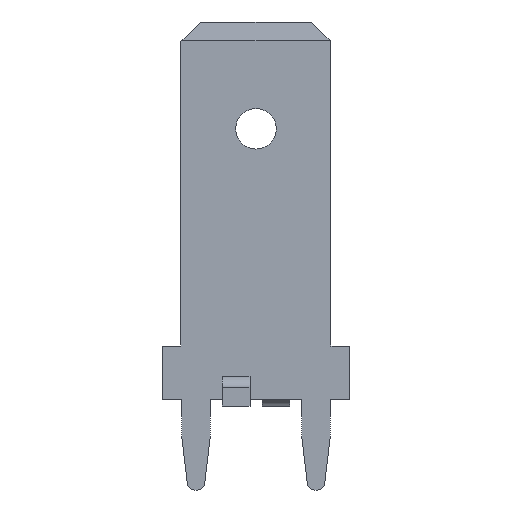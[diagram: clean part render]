
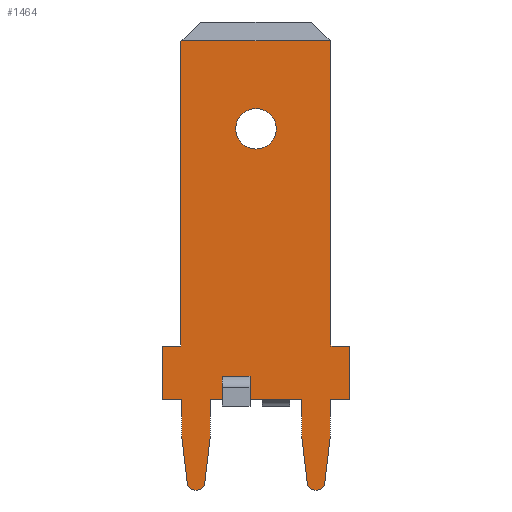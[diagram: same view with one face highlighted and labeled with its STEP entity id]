
A CAD part, front view. The second image highlights one B-rep face of the part: STEP entity #1464.
In plain terms, the highlighted free-form (B-spline) face has degree [1, 1] with [2, 2] control points.
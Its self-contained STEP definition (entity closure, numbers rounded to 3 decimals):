
#70=CARTESIAN_POINT('',(0.857,-0.394,11.735));
#71=VERTEX_POINT('',#70);
#80=CARTESIAN_POINT('',(-0.857,-0.394,11.735));
#81=VERTEX_POINT('',#80);
#82=CARTESIAN_POINT('',(0.0,-0.394,11.735));
#83=DIRECTION('',(0.0,-1.0,0.0));
#84=DIRECTION('',(1.0,0.0,0.0));
#85=AXIS2_PLACEMENT_3D('',#82,#83,#84);
#86=CIRCLE('',#85,0.857);
#87=EDGE_CURVE('',#71,#81,#86,.T.);
#112=CARTESIAN_POINT('',(-0.254,-0.394,0.254));
#113=VERTEX_POINT('',#112);
#122=CARTESIAN_POINT('',(-0.254,-0.394,1.27));
#123=VERTEX_POINT('',#122);
#124=CARTESIAN_POINT('',(-0.254,-0.394,1.27));
#125=DIRECTION('',(0.0,0.0,-1.0));
#126=VECTOR('',#125,1.016);
#127=LINE('',#124,#126);
#128=EDGE_CURVE('',#123,#113,#127,.T.);
#180=CARTESIAN_POINT('',(1.937,-0.394,0.254));
#181=VERTEX_POINT('',#180);
#196=CARTESIAN_POINT('',(1.937,-0.394,-1.27));
#197=VERTEX_POINT('',#196);
#204=CARTESIAN_POINT('',(1.937,-0.394,-1.27));
#205=DIRECTION('',(0.0,0.0,1.0));
#206=VECTOR('',#205,1.524);
#207=LINE('',#204,#206);
#208=EDGE_CURVE('',#197,#181,#207,.T.);
#325=CARTESIAN_POINT('',(0.0,-0.394,11.735));
#326=DIRECTION('',(0.0,-1.0,0.0));
#327=DIRECTION('',(1.0,0.0,0.0));
#328=AXIS2_PLACEMENT_3D('',#325,#326,#327);
#329=CIRCLE('',#328,0.857);
#330=EDGE_CURVE('',#81,#71,#329,.T.);
#340=CARTESIAN_POINT('',(3.137,-0.394,15.456));
#341=VERTEX_POINT('',#340);
#342=CARTESIAN_POINT('',(-3.137,-0.394,15.456));
#343=VERTEX_POINT('',#342);
#344=CARTESIAN_POINT('',(3.137,-0.394,15.456));
#345=DIRECTION('',(-1.0,0.0,0.0));
#346=VECTOR('',#345,6.274);
#347=LINE('',#344,#346);
#348=EDGE_CURVE('',#341,#343,#347,.T.);
#404=CARTESIAN_POINT('',(-3.175,-0.394,15.418));
#405=VERTEX_POINT('',#404);
#412=CARTESIAN_POINT('',(-3.175,-0.394,15.418));
#413=DIRECTION('',(0.707,0.0,0.707));
#414=VECTOR('',#413,0.054);
#415=LINE('',#412,#414);
#416=EDGE_CURVE('',#405,#343,#415,.T.);
#429=CARTESIAN_POINT('',(-3.143,-0.394,-1.27));
#430=VERTEX_POINT('',#429);
#437=CARTESIAN_POINT('',(-3.143,-0.394,0.254));
#438=VERTEX_POINT('',#437);
#439=CARTESIAN_POINT('',(-3.143,-0.394,-1.27));
#440=DIRECTION('',(0.0,0.0,1.0));
#441=VECTOR('',#440,1.524);
#442=LINE('',#439,#441);
#443=EDGE_CURVE('',#430,#438,#442,.T.);
#469=CARTESIAN_POINT('',(-2.908,-0.394,-3.275));
#470=VERTEX_POINT('',#469);
#477=CARTESIAN_POINT('',(-2.908,-0.394,-3.275));
#478=DIRECTION('',(-0.116,0.0,0.993));
#479=VECTOR('',#478,2.019);
#480=LINE('',#477,#479);
#481=EDGE_CURVE('',#470,#430,#480,.T.);
#500=CARTESIAN_POINT('',(-2.593,-0.394,-3.556));
#501=VERTEX_POINT('',#500);
#508=CARTESIAN_POINT('',(-2.593,-0.394,-3.238));
#509=DIRECTION('',(0.0,1.0,0.0));
#510=DIRECTION('',(0.0,0.0,-1.0));
#511=AXIS2_PLACEMENT_3D('',#508,#509,#510);
#512=CIRCLE('',#511,0.317);
#513=EDGE_CURVE('',#501,#470,#512,.T.);
#533=CARTESIAN_POINT('',(-2.487,-0.394,-3.556));
#534=VERTEX_POINT('',#533);
#541=CARTESIAN_POINT('',(-2.487,-0.394,-3.556));
#542=DIRECTION('',(-1.0,0.0,0.0));
#543=VECTOR('',#542,0.106);
#544=LINE('',#541,#543);
#545=EDGE_CURVE('',#534,#501,#544,.T.);
#564=CARTESIAN_POINT('',(-2.172,-0.394,-3.275));
#565=VERTEX_POINT('',#564);
#572=CARTESIAN_POINT('',(-2.487,-0.394,-3.238));
#573=DIRECTION('',(0.0,1.0,0.0));
#574=DIRECTION('',(0.993,0.0,-0.116));
#575=AXIS2_PLACEMENT_3D('',#572,#573,#574);
#576=CIRCLE('',#575,0.318);
#577=EDGE_CURVE('',#565,#534,#576,.T.);
#597=CARTESIAN_POINT('',(-1.937,-0.394,-1.27));
#598=VERTEX_POINT('',#597);
#605=CARTESIAN_POINT('',(-1.937,-0.394,-1.27));
#606=DIRECTION('',(-0.116,0.0,-0.993));
#607=VECTOR('',#606,2.019);
#608=LINE('',#605,#607);
#609=EDGE_CURVE('',#598,#565,#608,.T.);
#626=CARTESIAN_POINT('',(-1.937,-0.394,0.254));
#627=VERTEX_POINT('',#626);
#636=CARTESIAN_POINT('',(-1.937,-0.394,0.254));
#637=DIRECTION('',(0.0,0.0,-1.0));
#638=VECTOR('',#637,1.524);
#639=LINE('',#636,#638);
#640=EDGE_CURVE('',#627,#598,#639,.T.);
#659=CARTESIAN_POINT('',(-1.429,-0.394,0.254));
#660=VERTEX_POINT('',#659);
#700=CARTESIAN_POINT('',(-1.429,-0.394,1.27));
#701=VERTEX_POINT('',#700);
#709=CARTESIAN_POINT('',(-1.429,-0.394,0.254));
#710=DIRECTION('',(0.0,0.0,1.0));
#711=VECTOR('',#710,1.016);
#712=LINE('',#709,#711);
#713=EDGE_CURVE('',#660,#701,#712,.T.);
#796=CARTESIAN_POINT('',(-1.429,-0.394,1.27));
#797=DIRECTION('',(1.0,0.0,0.0));
#798=VECTOR('',#797,1.175);
#799=LINE('',#796,#798);
#800=EDGE_CURVE('',#701,#123,#799,.T.);
#871=CARTESIAN_POINT('',(2.172,-0.394,-3.275));
#872=VERTEX_POINT('',#871);
#879=CARTESIAN_POINT('',(2.172,-0.394,-3.275));
#880=DIRECTION('',(-0.116,0.0,0.993));
#881=VECTOR('',#880,2.019);
#882=LINE('',#879,#881);
#883=EDGE_CURVE('',#872,#197,#882,.T.);
#902=CARTESIAN_POINT('',(2.487,-0.394,-3.556));
#903=VERTEX_POINT('',#902);
#910=CARTESIAN_POINT('',(2.487,-0.394,-3.238));
#911=DIRECTION('',(0.0,1.0,0.0));
#912=DIRECTION('',(0.0,0.0,-1.0));
#913=AXIS2_PLACEMENT_3D('',#910,#911,#912);
#914=CIRCLE('',#913,0.317);
#915=EDGE_CURVE('',#903,#872,#914,.T.);
#935=CARTESIAN_POINT('',(2.593,-0.394,-3.556));
#936=VERTEX_POINT('',#935);
#943=CARTESIAN_POINT('',(2.593,-0.394,-3.556));
#944=DIRECTION('',(-1.0,0.0,0.0));
#945=VECTOR('',#944,0.106);
#946=LINE('',#943,#945);
#947=EDGE_CURVE('',#936,#903,#946,.T.);
#966=CARTESIAN_POINT('',(2.908,-0.394,-3.275));
#967=VERTEX_POINT('',#966);
#974=CARTESIAN_POINT('',(2.593,-0.394,-3.238));
#975=DIRECTION('',(0.0,1.0,0.0));
#976=DIRECTION('',(0.993,0.0,-0.116));
#977=AXIS2_PLACEMENT_3D('',#974,#975,#976);
#978=CIRCLE('',#977,0.318);
#979=EDGE_CURVE('',#967,#936,#978,.T.);
#999=CARTESIAN_POINT('',(3.143,-0.394,-1.27));
#1000=VERTEX_POINT('',#999);
#1007=CARTESIAN_POINT('',(3.143,-0.394,-1.27));
#1008=DIRECTION('',(-0.116,0.0,-0.993));
#1009=VECTOR('',#1008,2.019);
#1010=LINE('',#1007,#1009);
#1011=EDGE_CURVE('',#1000,#967,#1010,.T.);
#1028=CARTESIAN_POINT('',(3.143,-0.394,0.254));
#1029=VERTEX_POINT('',#1028);
#1038=CARTESIAN_POINT('',(3.143,-0.394,0.254));
#1039=DIRECTION('',(0.0,0.0,-1.0));
#1040=VECTOR('',#1039,1.524);
#1041=LINE('',#1038,#1040);
#1042=EDGE_CURVE('',#1029,#1000,#1041,.T.);
#1059=CARTESIAN_POINT('',(3.175,-0.394,15.418));
#1060=VERTEX_POINT('',#1059);
#1061=CARTESIAN_POINT('',(3.137,-0.394,15.456));
#1062=DIRECTION('',(0.707,0.0,-0.707));
#1063=VECTOR('',#1062,0.054);
#1064=LINE('',#1061,#1063);
#1065=EDGE_CURVE('',#341,#1060,#1064,.T.);
#1314=CARTESIAN_POINT('',(3.962,-0.394,0.254));
#1315=VERTEX_POINT('',#1314);
#1322=CARTESIAN_POINT('',(3.143,-0.394,0.254));
#1323=DIRECTION('',(1.0,0.0,0.0));
#1324=VECTOR('',#1323,0.819);
#1325=LINE('',#1322,#1324);
#1326=EDGE_CURVE('',#1029,#1315,#1325,.T.);
#1337=CARTESIAN_POINT('',(-3.962,-0.394,0.254));
#1338=VERTEX_POINT('',#1337);
#1339=CARTESIAN_POINT('',(-3.962,-0.394,0.254));
#1340=DIRECTION('',(1.0,0.0,0.0));
#1341=VECTOR('',#1340,0.819);
#1342=LINE('',#1339,#1341);
#1343=EDGE_CURVE('',#1338,#438,#1342,.T.);
#1363=CARTESIAN_POINT('',(-1.937,-0.394,0.254));
#1364=DIRECTION('',(1.0,0.0,0.0));
#1365=VECTOR('',#1364,0.508);
#1366=LINE('',#1363,#1365);
#1367=EDGE_CURVE('',#627,#660,#1366,.T.);
#1376=CARTESIAN_POINT('',(-0.254,-0.394,0.254));
#1377=DIRECTION('',(1.0,0.0,0.0));
#1378=VECTOR('',#1377,2.191);
#1379=LINE('',#1376,#1378);
#1380=EDGE_CURVE('',#113,#181,#1379,.T.);
#1385=CARTESIAN_POINT('',(3.962,-0.394,15.456));
#1386=CARTESIAN_POINT('',(3.962,-0.394,-3.556));
#1387=CARTESIAN_POINT('',(-3.962,-0.394,15.456));
#1388=CARTESIAN_POINT('',(-3.962,-0.394,-3.556));
#1389=B_SPLINE_SURFACE_WITH_KNOTS('',1,1,((#1385,#1387),(#1386,#1388)),.UNSPECIFIED.,.F.,.F.,.U.,(2,2),(2,2),(0.0,19.012),(0.0,7.925),.UNSPECIFIED.);
#1390=ORIENTED_EDGE('',*,*,#713,.T.);
#1391=ORIENTED_EDGE('',*,*,#800,.T.);
#1392=ORIENTED_EDGE('',*,*,#128,.T.);
#1393=ORIENTED_EDGE('',*,*,#1380,.T.);
#1394=ORIENTED_EDGE('',*,*,#208,.F.);
#1395=ORIENTED_EDGE('',*,*,#883,.F.);
#1396=ORIENTED_EDGE('',*,*,#915,.F.);
#1397=ORIENTED_EDGE('',*,*,#947,.F.);
#1398=ORIENTED_EDGE('',*,*,#979,.F.);
#1399=ORIENTED_EDGE('',*,*,#1011,.F.);
#1400=ORIENTED_EDGE('',*,*,#1042,.F.);
#1401=ORIENTED_EDGE('',*,*,#1326,.T.);
#1402=CARTESIAN_POINT('',(3.962,-0.394,2.54));
#1403=VERTEX_POINT('',#1402);
#1404=CARTESIAN_POINT('',(3.962,-0.394,2.54));
#1405=DIRECTION('',(0.0,0.0,-1.0));
#1406=VECTOR('',#1405,2.286);
#1407=LINE('',#1404,#1406);
#1408=EDGE_CURVE('',#1403,#1315,#1407,.T.);
#1409=ORIENTED_EDGE('',*,*,#1408,.F.);
#1410=CARTESIAN_POINT('',(3.175,-0.394,2.54));
#1411=VERTEX_POINT('',#1410);
#1412=CARTESIAN_POINT('',(3.962,-0.394,2.54));
#1413=DIRECTION('',(-1.0,0.0,0.0));
#1414=VECTOR('',#1413,0.787);
#1415=LINE('',#1412,#1414);
#1416=EDGE_CURVE('',#1403,#1411,#1415,.T.);
#1417=ORIENTED_EDGE('',*,*,#1416,.T.);
#1418=CARTESIAN_POINT('',(3.175,-0.394,15.418));
#1419=DIRECTION('',(0.0,0.0,-1.0));
#1420=VECTOR('',#1419,12.878);
#1421=LINE('',#1418,#1420);
#1422=EDGE_CURVE('',#1060,#1411,#1421,.T.);
#1423=ORIENTED_EDGE('',*,*,#1422,.F.);
#1424=ORIENTED_EDGE('',*,*,#1065,.F.);
#1425=ORIENTED_EDGE('',*,*,#348,.T.);
#1426=ORIENTED_EDGE('',*,*,#416,.F.);
#1427=CARTESIAN_POINT('',(-3.175,-0.394,2.54));
#1428=VERTEX_POINT('',#1427);
#1429=CARTESIAN_POINT('',(-3.175,-0.394,15.418));
#1430=DIRECTION('',(0.0,0.0,-1.0));
#1431=VECTOR('',#1430,12.878);
#1432=LINE('',#1429,#1431);
#1433=EDGE_CURVE('',#405,#1428,#1432,.T.);
#1434=ORIENTED_EDGE('',*,*,#1433,.T.);
#1435=CARTESIAN_POINT('',(-3.962,-0.394,2.54));
#1436=VERTEX_POINT('',#1435);
#1437=CARTESIAN_POINT('',(-3.175,-0.394,2.54));
#1438=DIRECTION('',(-1.0,0.0,0.0));
#1439=VECTOR('',#1438,0.787);
#1440=LINE('',#1437,#1439);
#1441=EDGE_CURVE('',#1428,#1436,#1440,.T.);
#1442=ORIENTED_EDGE('',*,*,#1441,.T.);
#1443=CARTESIAN_POINT('',(-3.962,-0.394,2.54));
#1444=DIRECTION('',(0.0,0.0,-1.0));
#1445=VECTOR('',#1444,2.286);
#1446=LINE('',#1443,#1445);
#1447=EDGE_CURVE('',#1436,#1338,#1446,.T.);
#1448=ORIENTED_EDGE('',*,*,#1447,.T.);
#1449=ORIENTED_EDGE('',*,*,#1343,.T.);
#1450=ORIENTED_EDGE('',*,*,#443,.F.);
#1451=ORIENTED_EDGE('',*,*,#481,.F.);
#1452=ORIENTED_EDGE('',*,*,#513,.F.);
#1453=ORIENTED_EDGE('',*,*,#545,.F.);
#1454=ORIENTED_EDGE('',*,*,#577,.F.);
#1455=ORIENTED_EDGE('',*,*,#609,.F.);
#1456=ORIENTED_EDGE('',*,*,#640,.F.);
#1457=ORIENTED_EDGE('',*,*,#1367,.T.);
#1458=EDGE_LOOP('',(#1390,#1391,#1392,#1393,#1394,#1395,#1396,#1397,#1398,#1399,#1400,#1401,#1409,#1417,#1423,#1424,#1425,#1426,#1434,#1442,#1448,#1449,#1450,#1451,#1452,#1453,#1454,#1455,#1456,#1457));
#1459=FACE_OUTER_BOUND('',#1458,.T.);
#1460=ORIENTED_EDGE('',*,*,#330,.F.);
#1461=ORIENTED_EDGE('',*,*,#87,.F.);
#1462=EDGE_LOOP('',(#1460,#1461));
#1463=FACE_BOUND('',#1462,.T.);
#1464=ADVANCED_FACE('',(#1459,#1463),#1389,.F.);
